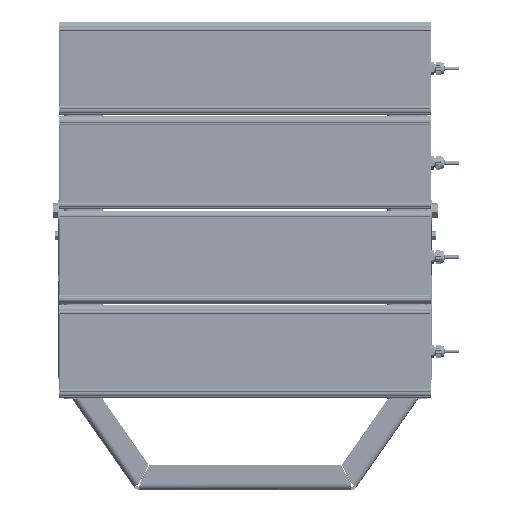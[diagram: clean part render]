
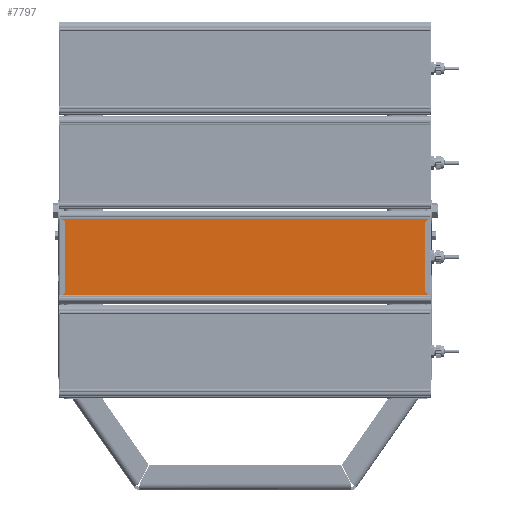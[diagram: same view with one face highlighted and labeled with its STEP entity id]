
A CAD part, front view. The second image highlights one B-rep face of the part: STEP entity #7797.
In plain terms, the highlighted face is planar.
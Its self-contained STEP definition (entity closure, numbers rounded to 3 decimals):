
#7797=ADVANCED_FACE('',(#23044),#23046,.T.);
#23044=FACE_BOUND('',#23045,.T.);
#23045=EDGE_LOOP('',(#52226,#52227,#52228,#52229));
#23046=PLANE('',#23047);
#23047=AXIS2_PLACEMENT_3D('',#23048,#23049,#23050);
#23048=CARTESIAN_POINT('',(2111.497,401.002,-34.582));
#23049=DIRECTION('',(0.,0.,-1.));
#23050=DIRECTION('',(0.,1.,0.));
#52226=ORIENTED_EDGE('',*,*,#60063,.F.);
#52227=ORIENTED_EDGE('',*,*,#60062,.T.);
#52228=ORIENTED_EDGE('',*,*,#60064,.F.);
#52229=ORIENTED_EDGE('',*,*,#60065,.F.);
#60062=EDGE_CURVE('',#67932,#67936,#67938,.T.);
#60063=EDGE_CURVE('',#67932,#67939,#67940,.T.);
#60064=EDGE_CURVE('',#67941,#67936,#67942,.T.);
#60065=EDGE_CURVE('',#67939,#67941,#67943,.T.);
#67932=VERTEX_POINT('',#99441);
#67936=VERTEX_POINT('',#99449);
#67938=LINE('',#99453,#99454);
#67939=VERTEX_POINT('',#99456);
#67940=LINE('',#99457,#99458);
#67941=VERTEX_POINT('',#99460);
#67942=LINE('',#99461,#99462);
#67943=LINE('',#99464,#99465);
#99441=CARTESIAN_POINT('',(2111.497,565.13,-34.582));
#99449=CARTESIAN_POINT('',(2857.497,565.13,-34.582));
#99453=CARTESIAN_POINT('',(2111.497,565.13,-34.582));
#99454=VECTOR('',#99455,1.);
#99455=DIRECTION('',(1.,0.,0.));
#99456=CARTESIAN_POINT('',(2111.497,401.002,-34.582));
#99457=CARTESIAN_POINT('',(2111.497,565.13,-34.582));
#99458=VECTOR('',#99459,1.);
#99459=DIRECTION('',(0.,-1.,0.));
#99460=CARTESIAN_POINT('',(2857.497,401.002,-34.582));
#99461=CARTESIAN_POINT('',(2857.497,401.002,-34.582));
#99462=VECTOR('',#99463,1.);
#99463=DIRECTION('',(0.,1.,0.));
#99464=CARTESIAN_POINT('',(2111.497,401.002,-34.582));
#99465=VECTOR('',#99466,1.);
#99466=DIRECTION('',(1.,0.,0.));
